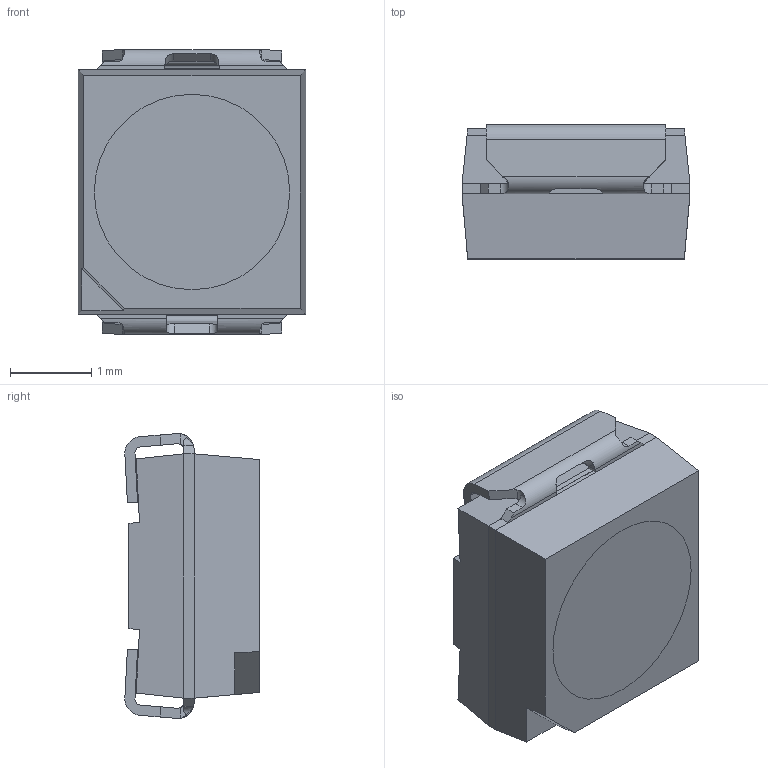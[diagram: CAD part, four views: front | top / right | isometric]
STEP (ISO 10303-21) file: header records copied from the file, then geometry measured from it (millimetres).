
FILE_DESCRIPTION((''),'2;1');
FILE_NAME('6_541-5067_1-3D.stp','2011-03-11T08:32:02',(''),(''),'Mechanical Desktop 2009','Mechanical Desktop 2009',', , ');
FILE_SCHEMA(('CONFIG_CONTROL_DESIGN'));
Length unit declared in the file: millimetre
Products named in the file (5): 6_541-5067_1-3D; PLCC2-CASE; LFR1; TEIL1; RM_SDB
Assembly tree (11 placements, depth 2):
  6_541-5067_1-3D
    PLCC2-CASE
    LFR1
    TEIL1
    RM_SDB  x8
Bounding box: 2.8 x 1.65 x 3.5 mm (x, y, z)
Volume: 13.5 mm3; surface area: 74.1 mm2
Topology: 4 solids, 4 shells, 167 faces, 466 edges, 306 vertices
Faces by surface type: plane 93, cylinder 70, cone 4
Entity records: 5737 total; most frequent: CARTESIAN_POINT 1137, DIRECTION 954, ORIENTED_EDGE 932, EDGE_CURVE 466, AXIS2_PLACEMENT_3D 333, VERTEX_POINT 306, VECTOR 288, LINE 288
